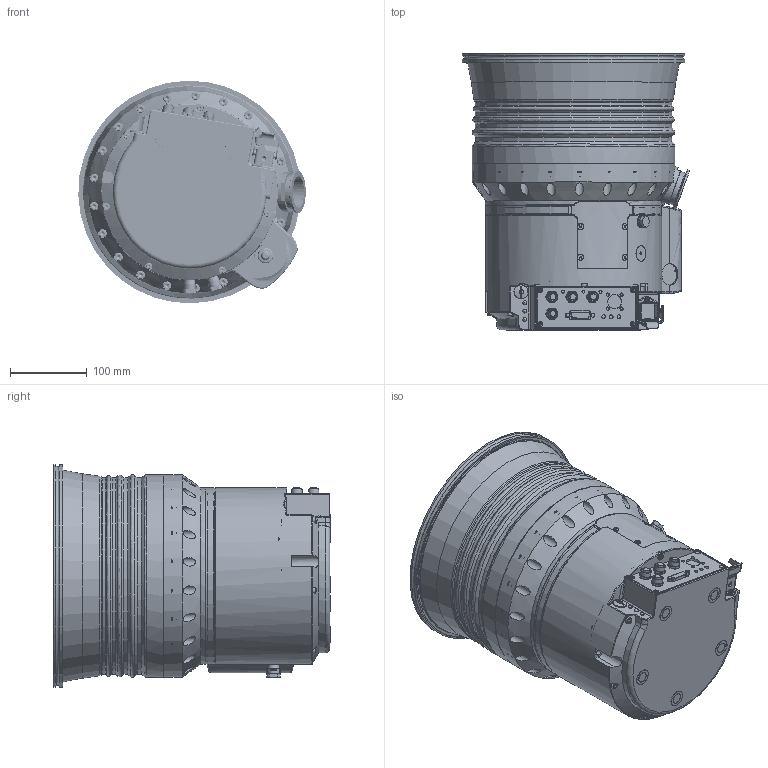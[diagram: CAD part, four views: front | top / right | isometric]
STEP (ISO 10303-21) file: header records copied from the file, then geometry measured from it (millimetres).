
FILE_DESCRIPTION((''),'2;1');
FILE_NAME('PM902140A.stp','2009-04-06T07:34:38',('marxmankel'),(''),'Autodesk Inventor 11','Autodesk Inventor 11','');
FILE_SCHEMA(('AUTOMOTIVE_DESIGN { 1 0 10303 214 1 1 1 1 }'));
Length unit declared in the file: millimetre
Products named in the file (1): PM902140A
Bounding box: 296.22 x 360.3 x 289.9 mm (x, y, z)
Volume: 16023222 mm3; surface area: 722653 mm2
Topology: 1 solids, 108 shells, 3902 faces, 9846 edges, 6417 vertices
Faces by surface type: plane 1956, cylinder 983, bspline 552, cone 270, torus 127, sphere 14
Full cylindrical faces by diameter (mm): 0.4 x3, 0.5 x3, 0.507 x2, 0.8 x3, 0.95 x1, 1.05 x1, 1.5 x1, 2.4 x1, 2.5 x4, 2.7 x2, 2.874 x2, 3 x6, 3.2 x2, 3.242 x2, 3.5 x3, 3.8 x1, 3.838 x3, 4 x21, 4.3 x7, 4.5 x20, 4.7 x1, 4.8 x5, 4.9 x3, 5 x5, 6 x34, 6.4 x20, 6.6 x17, 7 x16, 7.5 x3, 7.53 x4
Entity records: 172532 total; most frequent: CARTESIAN_POINT 87356, ORIENTED_EDGE 17364, DIRECTION 16148, EDGE_CURVE 8682, VERTEX_POINT 6004, AXIS2_PLACEMENT_3D 5869, EDGE_LOOP 5183, VECTOR 4410
